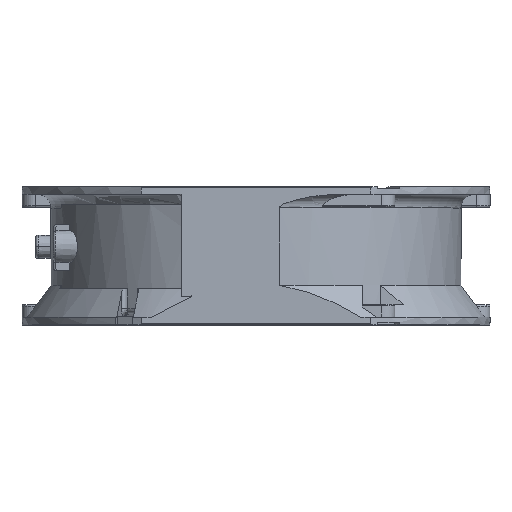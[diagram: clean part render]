
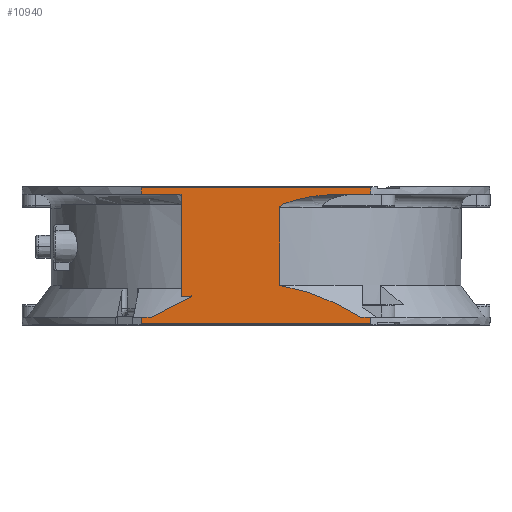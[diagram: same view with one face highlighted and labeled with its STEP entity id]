
A CAD part, top view. The second image highlights one B-rep face of the part: STEP entity #10940.
In plain terms, the highlighted planar face has unit normal (0, 0, 1).
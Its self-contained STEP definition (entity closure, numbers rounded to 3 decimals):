
#29=DIRECTION('',(0.,1.,0.));
#30=VECTOR('',#29,28.5);
#31=CARTESIAN_POINT('',(8.675,14.5,75.));
#32=LINE('',#31,#30);
#1422=CARTESIAN_POINT('',(-23.698,10.305,75.));
#1552=CARTESIAN_POINT('',(-29.245,48.,75.));
#1553=CARTESIAN_POINT('',(-29.055,48.,75.));
#1554=CARTESIAN_POINT('',(-28.672,47.997,75.));
#1555=CARTESIAN_POINT('',(-28.09,47.984,75.));
#1556=CARTESIAN_POINT('',(-27.698,47.97,75.));
#1557=CARTESIAN_POINT('',(-27.5,47.962,75.));
#1596=CARTESIAN_POINT('',(-42.083,50.3,75.));
#1598=DIRECTION('',(0.,-1.,0.));
#1599=VECTOR('',#1598,2.3);
#1600=CARTESIAN_POINT('',(-42.083,50.3,75.));
#1601=LINE('',#1600,#1599);
#1632=DIRECTION('',(-1.,0.,0.));
#1633=VECTOR('',#1632,84.167);
#1634=CARTESIAN_POINT('',(42.083,50.3,75.));
#1635=LINE('',#1634,#1633);
#1748=CARTESIAN_POINT('',(42.083,50.3,75.));
#1804=DIRECTION('',(0.,1.,0.));
#1805=VECTOR('',#1804,2.3);
#1806=CARTESIAN_POINT('',(42.083,48.,75.));
#1807=LINE('',#1806,#1805);
#2443=DIRECTION('',(0.,1.,0.));
#2444=VECTOR('',#2443,2.3);
#2445=CARTESIAN_POINT('',(42.083,0.5,75.));
#2446=LINE('',#2445,#2444);
#2493=DIRECTION('',(1.,0.,0.));
#2494=VECTOR('',#2493,84.167);
#2495=CARTESIAN_POINT('',(-42.083,0.5,75.));
#2496=LINE('',#2495,#2494);
#2515=DIRECTION('',(0.,-1.,0.));
#2516=VECTOR('',#2515,2.3);
#2517=CARTESIAN_POINT('',(-42.083,2.8,75.));
#2518=LINE('',#2517,#2516);
#2519=DIRECTION('',(-1.,0.,0.));
#2520=VECTOR('',#2519,3.593);
#2521=CARTESIAN_POINT('',(-38.49,2.8,75.));
#2522=LINE('',#2521,#2520);
#2537=DIRECTION('',(-1.,0.,0.));
#2538=VECTOR('',#2537,12.839);
#2539=CARTESIAN_POINT('',(42.083,48.,75.));
#2540=LINE('',#2539,#2538);
#2541=CARTESIAN_POINT('',(29.245,48.,75.));
#2542=CARTESIAN_POINT('',(28.502,48.,75.));
#2543=CARTESIAN_POINT('',(27.094,47.957,75.));
#2544=CARTESIAN_POINT('',(25.224,47.818,75.));
#2545=CARTESIAN_POINT('',(23.548,47.636,75.));
#2546=CARTESIAN_POINT('',(22.04,47.43,75.));
#2547=CARTESIAN_POINT('',(20.677,47.212,75.));
#2548=CARTESIAN_POINT('',(19.441,46.988,75.));
#2549=CARTESIAN_POINT('',(18.32,46.764,75.));
#2550=CARTESIAN_POINT('',(17.299,46.543,75.));
#2551=CARTESIAN_POINT('',(16.365,46.326,75.));
#2552=CARTESIAN_POINT('',(15.511,46.115,75.));
#2553=CARTESIAN_POINT('',(14.729,45.91,75.));
#2554=CARTESIAN_POINT('',(14.014,45.712,75.));
#2555=CARTESIAN_POINT('',(13.36,45.52,75.));
#2556=CARTESIAN_POINT('',(12.762,45.336,75.));
#2557=CARTESIAN_POINT('',(12.217,45.157,75.));
#2558=CARTESIAN_POINT('',(11.719,44.985,75.));
#2559=CARTESIAN_POINT('',(11.266,44.818,75.));
#2560=CARTESIAN_POINT('',(10.855,44.656,75.));
#2561=CARTESIAN_POINT('',(10.483,44.498,75.));
#2562=CARTESIAN_POINT('',(10.148,44.344,75.));
#2563=CARTESIAN_POINT('',(9.848,44.193,75.));
#2564=CARTESIAN_POINT('',(9.582,44.044,75.));
#2565=CARTESIAN_POINT('',(9.347,43.896,75.));
#2566=CARTESIAN_POINT('',(9.144,43.747,75.));
#2567=CARTESIAN_POINT('',(8.974,43.597,75.));
#2568=CARTESIAN_POINT('',(8.839,43.444,75.));
#2569=CARTESIAN_POINT('',(8.742,43.292,75.));
#2570=CARTESIAN_POINT('',(8.685,43.138,75.));
#2571=CARTESIAN_POINT('',(8.675,43.045,75.));
#2572=CARTESIAN_POINT('',(8.675,43.,75.));
#2574=CARTESIAN_POINT('',(8.675,14.5,75.));
#2575=CARTESIAN_POINT('',(11.388,14.086,75.));
#2576=CARTESIAN_POINT('',(16.663,12.915,75.));
#2577=CARTESIAN_POINT('',(24.682,10.038,75.));
#2578=CARTESIAN_POINT('',(31.236,6.964,75.));
#2579=CARTESIAN_POINT('',(36.074,4.267,75.));
#2580=CARTESIAN_POINT('',(38.49,2.8,75.));
#2582=CARTESIAN_POINT('',(-38.49,2.8,75.));
#2583=CARTESIAN_POINT('',(-36.83,3.808,75.));
#2584=CARTESIAN_POINT('',(-33.524,5.711,75.));
#2585=CARTESIAN_POINT('',(-28.61,8.214,75.));
#2586=CARTESIAN_POINT('',(-25.335,9.65,75.));
#2587=CARTESIAN_POINT('',(-23.698,10.305,75.));
#2589=DIRECTION('',(-1.,0.,0.));
#2590=VECTOR('',#2589,3.802);
#2591=CARTESIAN_POINT('',(-23.698,10.305,75.));
#2592=LINE('',#2591,#2590);
#2593=DIRECTION('',(0.,1.,0.));
#2594=VECTOR('',#2593,37.656);
#2595=CARTESIAN_POINT('',(-27.5,10.305,75.));
#2596=LINE('',#2595,#2594);
#2597=DIRECTION('',(-1.,0.,0.));
#2598=VECTOR('',#2597,12.839);
#2599=CARTESIAN_POINT('',(-29.245,48.,75.));
#2600=LINE('',#2599,#2598);
#4159=DIRECTION('',(-1.,0.,0.));
#4160=VECTOR('',#4159,3.593);
#4161=CARTESIAN_POINT('',(42.083,2.8,75.));
#4162=LINE('',#4161,#4160);
#6783=CARTESIAN_POINT('',(8.675,14.5,75.));
#6784=VERTEX_POINT('',#6783);
#6785=CARTESIAN_POINT('',(8.675,43.,75.));
#6786=VERTEX_POINT('',#6785);
#7302=VERTEX_POINT('',#2580);
#7313=VERTEX_POINT('',#1422);
#7314=VERTEX_POINT('',#2582);
#7399=VERTEX_POINT('',#1748);
#7412=CARTESIAN_POINT('',(42.083,48.,75.));
#7413=VERTEX_POINT('',#7412);
#7414=VERTEX_POINT('',#1596);
#7415=CARTESIAN_POINT('',(-42.083,48.,75.));
#7416=VERTEX_POINT('',#7415);
#7425=CARTESIAN_POINT('',(29.245,48.,75.));
#7426=VERTEX_POINT('',#7425);
#7427=CARTESIAN_POINT('',(42.083,2.8,75.));
#7428=VERTEX_POINT('',#7427);
#7429=CARTESIAN_POINT('',(42.083,0.5,75.));
#7430=VERTEX_POINT('',#7429);
#7431=CARTESIAN_POINT('',(-42.083,0.5,75.));
#7432=VERTEX_POINT('',#7431);
#7433=CARTESIAN_POINT('',(-42.083,2.8,75.));
#7434=VERTEX_POINT('',#7433);
#7435=CARTESIAN_POINT('',(-27.5,10.305,75.));
#7436=VERTEX_POINT('',#7435);
#7437=CARTESIAN_POINT('',(-27.5,47.962,75.));
#7438=VERTEX_POINT('',#7437);
#7439=VERTEX_POINT('',#1552);
#10909=CARTESIAN_POINT('',(-27.5,49.045,75.));
#10910=DIRECTION('',(0.,0.,1.));
#10911=DIRECTION('',(0.,-1.,0.));
#10912=AXIS2_PLACEMENT_3D('',#10909,#10910,#10911);
#10913=PLANE('',#10912);
#10914=ORIENTED_EDGE('',*,*,#10137,.F.);
#10915=ORIENTED_EDGE('',*,*,#10294,.F.);
#10917=ORIENTED_EDGE('',*,*,#10916,.T.);
#10919=ORIENTED_EDGE('',*,*,#10918,.T.);
#10920=ORIENTED_EDGE('',*,*,#8215,.F.);
#10922=ORIENTED_EDGE('',*,*,#10921,.T.);
#10924=ORIENTED_EDGE('',*,*,#10923,.F.);
#10925=ORIENTED_EDGE('',*,*,#10833,.F.);
#10926=ORIENTED_EDGE('',*,*,#10875,.F.);
#10927=ORIENTED_EDGE('',*,*,#10891,.F.);
#10928=ORIENTED_EDGE('',*,*,#10901,.F.);
#10929=ORIENTED_EDGE('',*,*,#9915,.T.);
#10931=ORIENTED_EDGE('',*,*,#10930,.T.);
#10933=ORIENTED_EDGE('',*,*,#10932,.T.);
#10934=ORIENTED_EDGE('',*,*,#10062,.F.);
#10936=ORIENTED_EDGE('',*,*,#10935,.T.);
#10937=ORIENTED_EDGE('',*,*,#10104,.F.);
#10938=EDGE_LOOP('',(#10914,#10915,#10917,#10919,#10920,#10922,#10924,#10925,
#10926,#10927,#10928,#10929,#10931,#10933,#10934,#10936,#10937));
#10939=FACE_OUTER_BOUND('',#10938,.F.);
#10940=ADVANCED_FACE('',(#10939),#10913,.T.);
#1558=B_SPLINE_CURVE_WITH_KNOTS('',3,(#1552,#1553,#1554,#1555,#1556,#1557),
.UNSPECIFIED.,.F.,.F.,(4,1,1,4),(0.,0.333,0.667,1.),
.UNSPECIFIED.);
#2573=B_SPLINE_CURVE_WITH_KNOTS('',3,(#2541,#2542,#2543,#2544,#2545,#2546,#2547,
#2548,#2549,#2550,#2551,#2552,#2553,#2554,#2555,#2556,#2557,#2558,#2559,#2560,
#2561,#2562,#2563,#2564,#2565,#2566,#2567,#2568,#2569,#2570,#2571,#2572),
.UNSPECIFIED.,.F.,.F.,(4,1,1,1,1,1,1,1,1,1,1,1,1,1,1,1,1,1,1,1,1,1,1,1,1,1,1,1,
1,4),(0.,0.034,0.069,0.103,
0.138,0.172,0.207,0.241,
0.276,0.31,0.345,0.379,
0.414,0.448,0.483,0.517,
0.552,0.586,0.621,0.655,
0.69,0.724,0.759,0.793,
0.828,0.862,0.897,0.931,
0.966,1.),.UNSPECIFIED.);
#2581=B_SPLINE_CURVE_WITH_KNOTS('',3,(#2574,#2575,#2576,#2577,#2578,#2579,
#2580),.UNSPECIFIED.,.F.,.F.,(4,1,1,1,4),(0.,0.25,0.5,0.75,1.),
.UNSPECIFIED.);
#2588=B_SPLINE_CURVE_WITH_KNOTS('',3,(#2582,#2583,#2584,#2585,#2586,#2587),
.UNSPECIFIED.,.F.,.F.,(4,1,1,4),(0.,0.333,0.667,1.),
.UNSPECIFIED.);
#8215=EDGE_CURVE('',#6784,#6786,#32,.T.);
#9915=EDGE_CURVE('',#7314,#7313,#2588,.T.);
#10062=EDGE_CURVE('',#7439,#7438,#1558,.T.);
#10104=EDGE_CURVE('',#7414,#7416,#1601,.T.);
#10137=EDGE_CURVE('',#7399,#7414,#1635,.T.);
#10294=EDGE_CURVE('',#7413,#7399,#1807,.T.);
#10833=EDGE_CURVE('',#7430,#7428,#2446,.T.);
#10875=EDGE_CURVE('',#7432,#7430,#2496,.T.);
#10891=EDGE_CURVE('',#7434,#7432,#2518,.T.);
#10901=EDGE_CURVE('',#7314,#7434,#2522,.T.);
#10916=EDGE_CURVE('',#7413,#7426,#2540,.T.);
#10918=EDGE_CURVE('',#7426,#6786,#2573,.T.);
#10921=EDGE_CURVE('',#6784,#7302,#2581,.T.);
#10923=EDGE_CURVE('',#7428,#7302,#4162,.T.);
#10930=EDGE_CURVE('',#7313,#7436,#2592,.T.);
#10932=EDGE_CURVE('',#7436,#7438,#2596,.T.);
#10935=EDGE_CURVE('',#7439,#7416,#2600,.T.);
